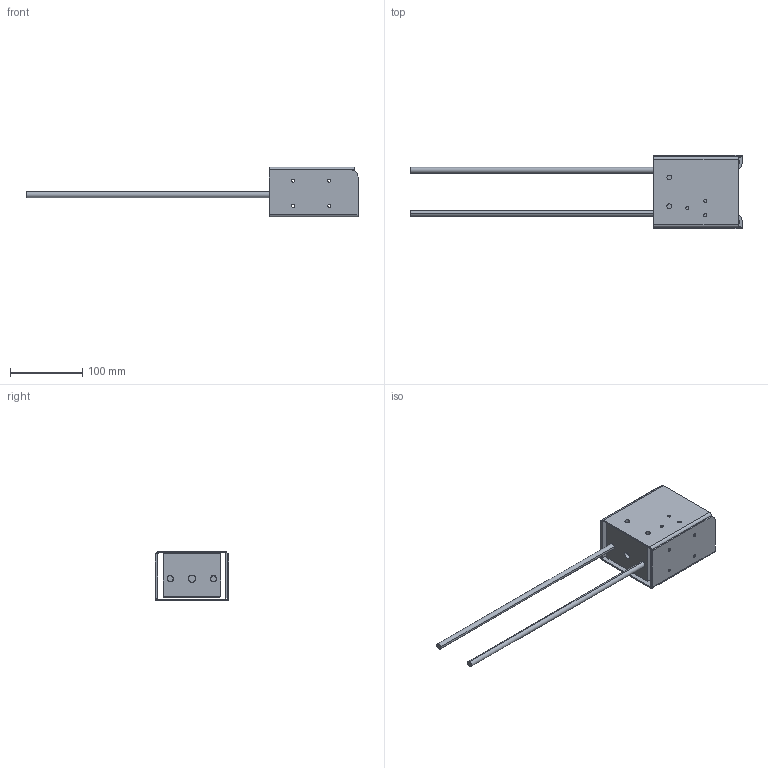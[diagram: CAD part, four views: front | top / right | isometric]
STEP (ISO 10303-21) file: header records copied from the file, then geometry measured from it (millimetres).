
FILE_DESCRIPTION (( 'STEP AP214' ), '1' );
FILE_NAME ('right_spine.STEP', '2024-08-06T07:42:23', ( '' ), ( '' ), 'SwSTEP 2.0', 'SolidWorks 2024', '' );
FILE_SCHEMA (( 'AUTOMOTIVE_DESIGN' ));
Length unit declared in the file: millimetre
Products named in the file (1): right_spine
Bounding box: 461 x 102.5 x 68.6 mm (x, y, z)
Volume: 201264.8 mm3; surface area: 133400.8 mm2
Topology: 1 solids, 1 shells, 280 faces, 765 edges, 494 vertices
Faces by surface type: cylinder 211, plane 63, bspline 6
Entity records: 15681 total; most frequent: CARTESIAN_POINT 9112, ORIENTED_EDGE 1530, DIRECTION 1228, EDGE_CURVE 765, VERTEX_POINT 494, AXIS2_PLACEMENT_3D 450, EDGE_LOOP 345, VECTOR 328
